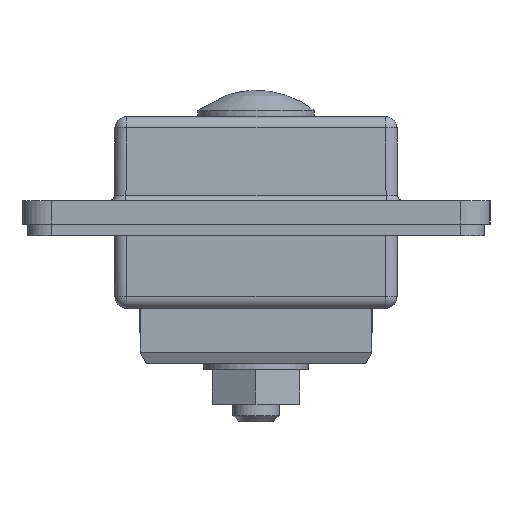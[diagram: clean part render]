
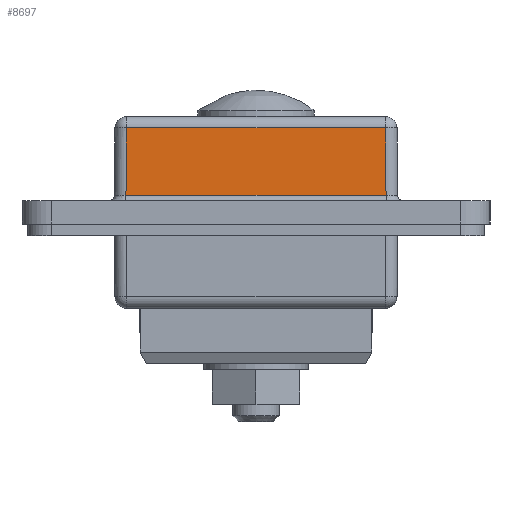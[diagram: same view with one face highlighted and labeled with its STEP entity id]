
A CAD part, left-side view. The second image highlights one B-rep face of the part: STEP entity #8697.
In plain terms, the highlighted planar face has unit normal (-1, 0, 0.009).
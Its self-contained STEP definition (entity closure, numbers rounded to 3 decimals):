
#3765=CARTESIAN_POINT('',(-100.517,-22.267,31.017));
#3766=VERTEX_POINT('',#3765);
#3782=CARTESIAN_POINT('',(-100.517,22.267,31.017));
#3783=VERTEX_POINT('',#3782);
#3791=CARTESIAN_POINT('',(-100.517,22.267,31.017));
#3792=DIRECTION('',(0.0,-1.0,0.0));
#3793=VECTOR('',#3792,44.535);
#3794=LINE('',#3791,#3793);
#3795=EDGE_CURVE('',#3783,#3766,#3794,.T.);
#4031=CARTESIAN_POINT('',(-100.618,-22.368,19.491));
#4032=VERTEX_POINT('',#4031);
#4033=CARTESIAN_POINT('',(-100.517,-22.267,31.017));
#4034=DIRECTION('',(-0.009,-0.009,-1.));
#4035=VECTOR('',#4034,11.527);
#4036=LINE('',#4033,#4035);
#4037=EDGE_CURVE('',#3766,#4032,#4036,.T.);
#4673=CARTESIAN_POINT('',(-100.618,22.368,19.491));
#4674=VERTEX_POINT('',#4673);
#4684=CARTESIAN_POINT('',(-100.618,22.368,19.491));
#4685=DIRECTION('',(0.009,-0.009,1.));
#4686=VECTOR('',#4685,11.527);
#4687=LINE('',#4684,#4686);
#4688=EDGE_CURVE('',#4674,#3783,#4687,.T.);
#4888=CARTESIAN_POINT('',(-100.618,-22.368,19.491));
#4889=DIRECTION('',(0.0,1.0,0.0));
#4890=VECTOR('',#4889,44.736);
#4891=LINE('',#4888,#4890);
#4892=EDGE_CURVE('',#4032,#4674,#4891,.T.);
#8686=CARTESIAN_POINT('',(-100.788,-24.25,0.001));
#8687=DIRECTION('',(-1.,0.0,0.009));
#8688=DIRECTION('',(0.009,0.0,1.));
#8689=AXIS2_PLACEMENT_3D('',#8686,#8687,#8688);
#8690=PLANE('',#8689);
#8691=ORIENTED_EDGE('',*,*,#4892,.F.);
#8692=ORIENTED_EDGE('',*,*,#4037,.F.);
#8693=ORIENTED_EDGE('',*,*,#3795,.F.);
#8694=ORIENTED_EDGE('',*,*,#4688,.F.);
#8695=EDGE_LOOP('',(#8691,#8692,#8693,#8694));
#8696=FACE_OUTER_BOUND('',#8695,.T.);
#8697=ADVANCED_FACE('',(#8696),#8690,.T.);
